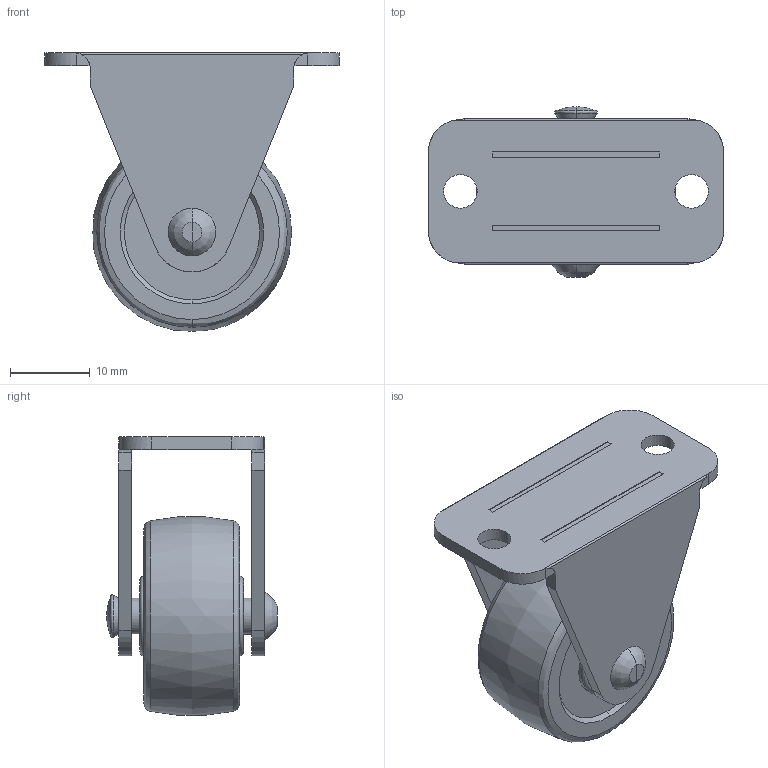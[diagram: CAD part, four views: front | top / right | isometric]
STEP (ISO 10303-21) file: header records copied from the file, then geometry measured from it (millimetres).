
FILE_DESCRIPTION( (''), '2;1');
FILE_NAME ('PC002.10632.TCA_420R_U25_19960.stp','2025-08-18T17:58:03',(''),(''),'spGate 19.8.4 (****-****-****-****)','','');
FILE_SCHEMA (('AUTOMOTIVE_DESIGN'));
Length unit declared in the file: millimetre
Products named in the file (4): Assembly; axle; body_new; wheel
Assembly tree (3 placements, depth 2):
  Assembly
    axle
    body_new
    wheel
Bounding box: 37 x 21.41 x 34.94 mm (x, y, z)
Volume: 8053.2 mm3; surface area: 5659 mm2
Topology: 3 solids, 3 shells, 89 faces, 218 edges, 138 vertices
Faces by surface type: plane 37, cylinder 28, bspline 24
Entity records: 4761 total; most frequent: CARTESIAN_POINT 952, ORIENTED_EDGE 428, DIRECTION 392, COLOUR_RGB 306, PRESENTATION_STYLE_ASSIGNMENT 306, STYLED_ITEM 306, EDGE_CURVE 214, DRAUGHTING_PRE_DEFINED_CURVE_FONT 214
